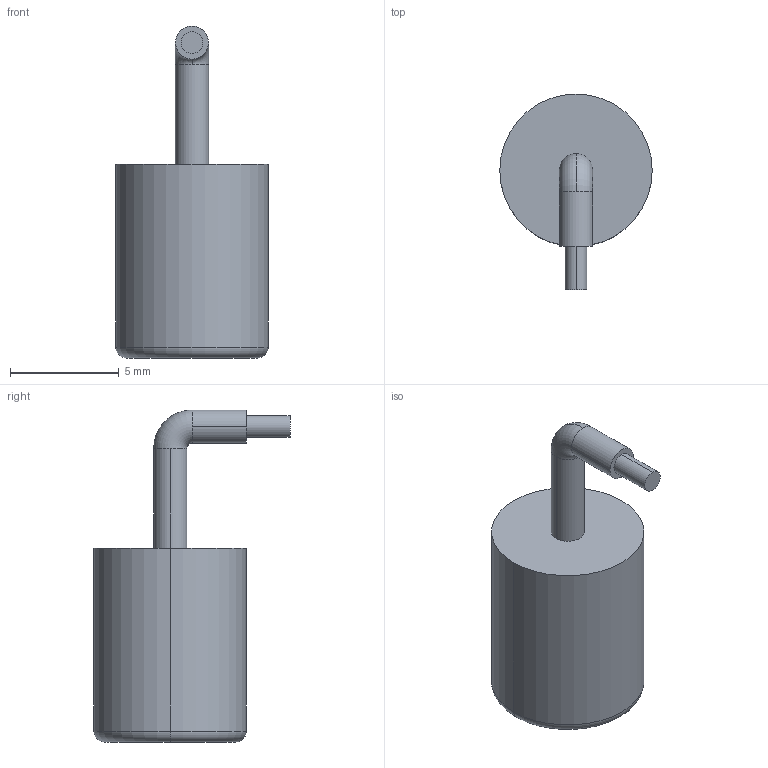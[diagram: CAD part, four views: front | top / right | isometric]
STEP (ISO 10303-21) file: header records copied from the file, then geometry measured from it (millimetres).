
FILE_DESCRIPTION (( 'STEP AP214' ), '1' );
FILE_NAME ('ANT-2.4-JJB-RA.STEP', '2021-05-17T14:09:25', ( '' ), ( '' ), 'SwSTEP 2.0', 'SolidWorks 2017', '' );
FILE_SCHEMA (( 'AUTOMOTIVE_DESIGN' ));
Length unit declared in the file: inch
Products named in the file (1): ANT-2.4-JJB-RA
Bounding box: 7 x 9 x 15.24 mm (x, y, z)
Volume: 358.4 mm3; surface area: 317 mm2
Topology: 2 solids, 2 shells, 17 faces, 34 edges, 22 vertices
Faces by surface type: cylinder 8, plane 5, torus 4
Entity records: 509 total; most frequent: DIRECTION 96, CARTESIAN_POINT 74, ORIENTED_EDGE 68, AXIS2_PLACEMENT_3D 44, EDGE_CURVE 34, CIRCLE 26, VERTEX_POINT 22, EDGE_LOOP 18
